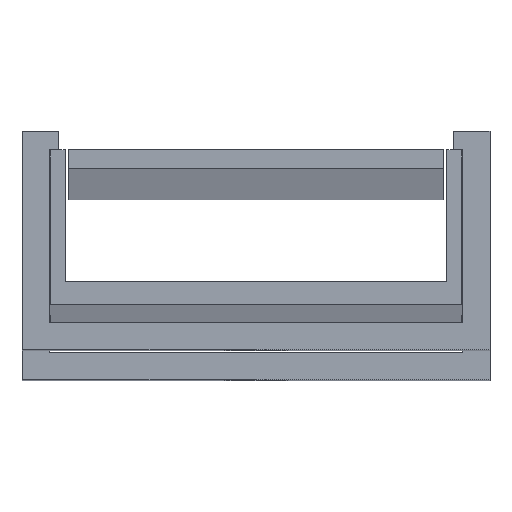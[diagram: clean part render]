
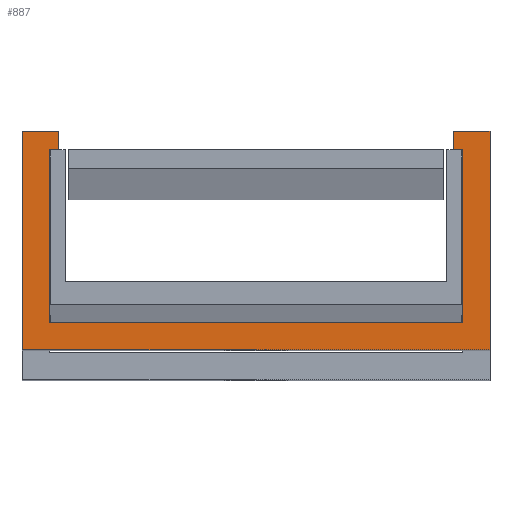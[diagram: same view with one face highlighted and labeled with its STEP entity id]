
A CAD part, top view. The second image highlights one B-rep face of the part: STEP entity #887.
In plain terms, the highlighted planar face has unit normal (0, 0, 1).
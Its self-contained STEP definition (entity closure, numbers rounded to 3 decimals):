
#41=PLANE('',#958);
#87=FACE_OUTER_BOUND('',#139,.T.);
#139=EDGE_LOOP('',(#685,#686,#687,#688,#689,#690,#691,#692,#693,#694,#695,
#696));
#181=LINE('',#1256,#293);
#185=LINE('',#1263,#297);
#188=LINE('',#1271,#300);
#192=LINE('',#1278,#304);
#194=LINE('',#1281,#306);
#197=LINE('',#1289,#309);
#200=LINE('',#1295,#312);
#203=LINE('',#1299,#315);
#205=LINE('',#1304,#317);
#208=LINE('',#1310,#320);
#211=LINE('',#1316,#323);
#214=LINE('',#1320,#326);
#293=VECTOR('',#1022,10.);
#297=VECTOR('',#1028,10.);
#300=VECTOR('',#1033,10.);
#304=VECTOR('',#1039,10.);
#306=VECTOR('',#1043,10.);
#309=VECTOR('',#1048,10.);
#312=VECTOR('',#1053,10.);
#315=VECTOR('',#1058,10.);
#317=VECTOR('',#1062,10.);
#320=VECTOR('',#1067,10.);
#323=VECTOR('',#1072,10.);
#326=VECTOR('',#1077,10.);
#421=VERTEX_POINT('',#1253);
#422=VERTEX_POINT('',#1255);
#424=VERTEX_POINT('',#1261);
#427=VERTEX_POINT('',#1268);
#428=VERTEX_POINT('',#1270);
#430=VERTEX_POINT('',#1276);
#433=VERTEX_POINT('',#1286);
#434=VERTEX_POINT('',#1288);
#436=VERTEX_POINT('',#1294);
#438=VERTEX_POINT('',#1303);
#440=VERTEX_POINT('',#1309);
#442=VERTEX_POINT('',#1315);
#507=EDGE_CURVE('',#421,#422,#181,.T.);
#511=EDGE_CURVE('',#424,#421,#185,.T.);
#514=EDGE_CURVE('',#427,#428,#188,.T.);
#518=EDGE_CURVE('',#430,#427,#192,.T.);
#520=EDGE_CURVE('',#422,#430,#194,.T.);
#523=EDGE_CURVE('',#434,#433,#197,.T.);
#526=EDGE_CURVE('',#436,#434,#200,.T.);
#529=EDGE_CURVE('',#436,#424,#203,.T.);
#531=EDGE_CURVE('',#438,#428,#205,.T.);
#534=EDGE_CURVE('',#440,#438,#208,.T.);
#537=EDGE_CURVE('',#442,#440,#211,.T.);
#540=EDGE_CURVE('',#433,#442,#214,.T.);
#685=ORIENTED_EDGE('',*,*,#540,.T.);
#686=ORIENTED_EDGE('',*,*,#537,.T.);
#687=ORIENTED_EDGE('',*,*,#534,.T.);
#688=ORIENTED_EDGE('',*,*,#531,.T.);
#689=ORIENTED_EDGE('',*,*,#514,.F.);
#690=ORIENTED_EDGE('',*,*,#518,.F.);
#691=ORIENTED_EDGE('',*,*,#520,.F.);
#692=ORIENTED_EDGE('',*,*,#507,.F.);
#693=ORIENTED_EDGE('',*,*,#511,.F.);
#694=ORIENTED_EDGE('',*,*,#529,.F.);
#695=ORIENTED_EDGE('',*,*,#526,.T.);
#696=ORIENTED_EDGE('',*,*,#523,.T.);
#887=ADVANCED_FACE('',(#87),#41,.T.);
#958=AXIS2_PLACEMENT_3D('',#1321,#1078,#1079);
#1022=DIRECTION('',(-1.,0.,0.));
#1028=DIRECTION('',(0.,1.,0.));
#1033=DIRECTION('',(0.,-1.,0.));
#1039=DIRECTION('',(1.,0.,0.));
#1043=DIRECTION('',(0.,1.,0.));
#1048=DIRECTION('',(1.,0.,0.));
#1053=DIRECTION('',(0.,1.,0.));
#1058=DIRECTION('',(1.,0.,0.));
#1062=DIRECTION('',(1.,0.,0.));
#1067=DIRECTION('',(0.,-1.,0.));
#1072=DIRECTION('',(-1.,0.,0.));
#1077=DIRECTION('',(0.,1.,0.));
#1078=DIRECTION('center_axis',(0.,0.,1.));
#1079=DIRECTION('ref_axis',(1.,0.,0.));
#1253=CARTESIAN_POINT('',(11.35,8.55,990.));
#1255=CARTESIAN_POINT('',(10.85,8.55,990.));
#1256=CARTESIAN_POINT('',(11.35,8.55,990.));
#1261=CARTESIAN_POINT('',(11.35,-0.95,990.));
#1263=CARTESIAN_POINT('',(11.35,-0.95,990.));
#1268=CARTESIAN_POINT('',(12.85,9.55,990.));
#1270=CARTESIAN_POINT('',(12.85,-2.45,990.));
#1271=CARTESIAN_POINT('',(12.85,9.55,990.));
#1276=CARTESIAN_POINT('',(10.85,9.55,990.));
#1278=CARTESIAN_POINT('',(10.85,9.55,990.));
#1281=CARTESIAN_POINT('',(10.85,8.55,990.));
#1286=CARTESIAN_POINT('',(-10.85,8.55,990.));
#1288=CARTESIAN_POINT('',(-11.35,8.55,990.));
#1289=CARTESIAN_POINT('',(-11.35,8.55,990.));
#1294=CARTESIAN_POINT('',(-11.35,-0.95,990.));
#1295=CARTESIAN_POINT('',(-11.35,-0.95,990.));
#1299=CARTESIAN_POINT('',(0.,-0.95,990.));
#1303=CARTESIAN_POINT('',(-12.85,-2.45,990.));
#1304=CARTESIAN_POINT('',(-12.85,-2.45,990.));
#1309=CARTESIAN_POINT('',(-12.85,9.55,990.));
#1310=CARTESIAN_POINT('',(-12.85,9.55,990.));
#1315=CARTESIAN_POINT('',(-10.85,9.55,990.));
#1316=CARTESIAN_POINT('',(-10.85,9.55,990.));
#1320=CARTESIAN_POINT('',(-10.85,8.55,990.));
#1321=CARTESIAN_POINT('Origin',(-6.425,3.55,990.));
